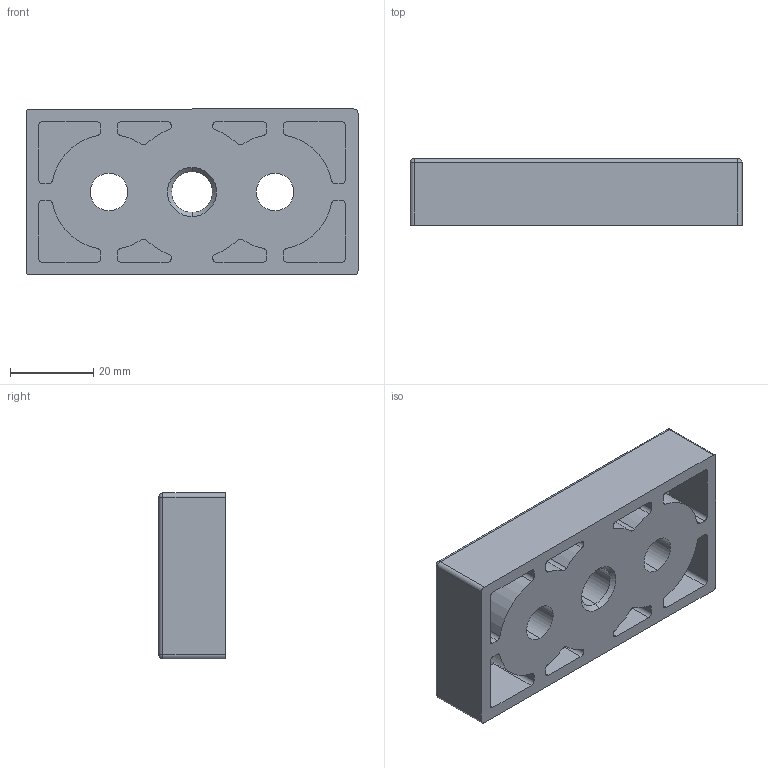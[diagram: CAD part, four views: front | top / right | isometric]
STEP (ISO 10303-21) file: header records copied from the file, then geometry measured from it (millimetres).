
FILE_DESCRIPTION (( 'STEP AP214' ), '1' );
FILE_NAME ('SNSD.30.53.01. Àäàïòåð 40õ80 äëÿ êðåïëåíèÿ îïîðû Ì12(Al)(D72).STEP', '2015-12-10T10:58:06', ( '' ), ( '' ), 'SwSTEP 2.0', 'SolidWorks 2014', '' );
FILE_SCHEMA (( 'AUTOMOTIVE_DESIGN' ));
Length unit declared in the file: millimetre
Products named in the file (2): SNSD.30.53.01. Àäàïòåð 40õ80 äëÿ êðåïëåíèÿ îïîðû Ì12(Al)(D72)
Bounding box: 80 x 16 x 40 mm (x, y, z)
Volume: 36610.4 mm3; surface area: 15703.3 mm2
Topology: 1 solids, 1 shells, 128 faces, 332 edges, 212 vertices
Faces by surface type: cylinder 72, plane 44, cone 8, sphere 4
Entity records: 3985 total; most frequent: DIRECTION 740, CARTESIAN_POINT 670, ORIENTED_EDGE 656, EDGE_CURVE 328, AXIS2_PLACEMENT_3D 282, VERTEX_POINT 212, LINE 176, VECTOR 176
